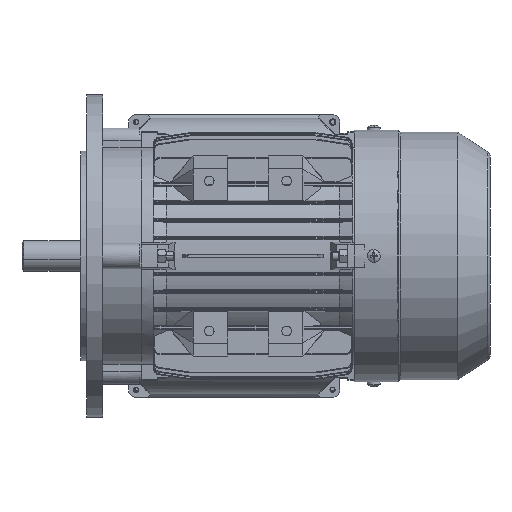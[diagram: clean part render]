
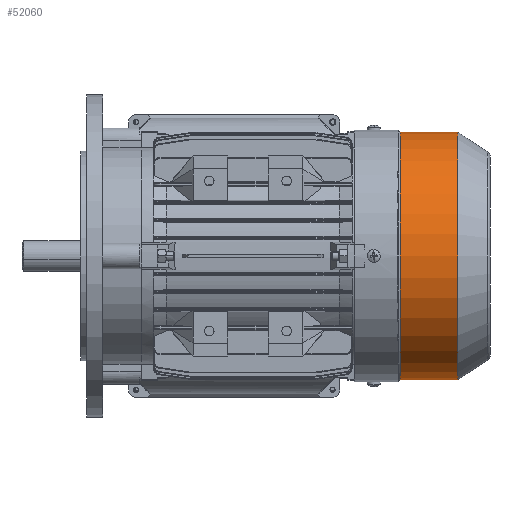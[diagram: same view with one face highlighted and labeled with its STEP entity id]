
A CAD part, front view. The second image highlights one B-rep face of the part: STEP entity #52060.
In plain terms, the highlighted cylindrical face has radius 76.8 mm (diameter 153.6 mm), a partial arc.
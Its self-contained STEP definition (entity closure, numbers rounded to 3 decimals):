
#109 = CIRCLE ( 'NONE', #144, 76.8 ) ;
#141 = DIRECTION ( 'NONE',  ( 0., 0., 1. ) ) ;
#142 = DIRECTION ( 'NONE',  ( -1., 0., 0. ) ) ;
#143 = CARTESIAN_POINT ( 'NONE',  ( 28.25, 0., 0. ) ) ;
#144 = AXIS2_PLACEMENT_3D ( 'NONE', #143, #142, #141 ) ;
#180 = DIRECTION ( 'NONE',  ( 0., 0., 1. ) ) ;
#181 = DIRECTION ( 'NONE',  ( -1., 0., 0. ) ) ;
#182 = CARTESIAN_POINT ( 'NONE',  ( 0., 0., 0. ) ) ;
#183 = AXIS2_PLACEMENT_3D ( 'NONE', #182, #181, #180 ) ;
#185 = CYLINDRICAL_SURFACE ( 'NONE', #183, 76.8 ) ;
#186 = FACE_OUTER_BOUND ( 'NONE', #52062, .T. ) ;
#187 = DIRECTION ( 'NONE',  ( 0., 0., 1. ) ) ;
#188 = DIRECTION ( 'NONE',  ( -1., 0., 0. ) ) ;
#189 = CARTESIAN_POINT ( 'NONE',  ( 64., 0., 0. ) ) ;
#190 = AXIS2_PLACEMENT_3D ( 'NONE', #189, #188, #187 ) ;
#195 = CIRCLE ( 'NONE', #190, 76.8 ) ;
#30895 = VERTEX_POINT ( 'NONE', #70656 ) ;
#30897 = VERTEX_POINT ( 'NONE', #70651 ) ;
#30900 = EDGE_CURVE ( 'NONE', #30897, #30955, #70649, .T. ) ;
#30933 = EDGE_CURVE ( 'NONE', #30895, #30953, #70743, .T. ) ;
#30953 = VERTEX_POINT ( 'NONE', #70774 ) ;
#30955 = VERTEX_POINT ( 'NONE', #70769 ) ;
#52018 = ORIENTED_EDGE ( 'NONE', *, *, #52059, .T. ) ;
#52019 = ORIENTED_EDGE ( 'NONE', *, *, #30933, .T. ) ;
#52020 = ORIENTED_EDGE ( 'NONE', *, *, #52022, .F. ) ;
#52022 = EDGE_CURVE ( 'NONE', #30955, #30953, #109, .T. ) ;
#52059 = EDGE_CURVE ( 'NONE', #30897, #30895, #195, .T. ) ;
#52060 = ADVANCED_FACE ( 'NONE', ( #186 ), #185, .T. ) ;
#52062 = EDGE_LOOP ( 'NONE', ( #52064, #52018, #52019, #52020 ) ) ;
#52064 = ORIENTED_EDGE ( 'NONE', *, *, #30900, .F. ) ;
#70646 = DIRECTION ( 'NONE',  ( -1., 0., 0. ) ) ;
#70647 = VECTOR ( 'NONE', #70646, 1000. ) ;
#70648 = CARTESIAN_POINT ( 'NONE',  ( 0., 0., -76.8 ) ) ;
#70649 = LINE ( 'NONE', #70648, #70647 ) ;
#70651 = CARTESIAN_POINT ( 'NONE',  ( 64., 0., -76.8 ) ) ;
#70656 = CARTESIAN_POINT ( 'NONE',  ( 64., 0., 76.8 ) ) ;
#70740 = DIRECTION ( 'NONE',  ( -1., 0., 0. ) ) ;
#70741 = VECTOR ( 'NONE', #70740, 1000. ) ;
#70742 = CARTESIAN_POINT ( 'NONE',  ( 0., 0., 76.8 ) ) ;
#70743 = LINE ( 'NONE', #70742, #70741 ) ;
#70769 = CARTESIAN_POINT ( 'NONE',  ( 28.25, 0., -76.8 ) ) ;
#70774 = CARTESIAN_POINT ( 'NONE',  ( 28.25, 0., 76.8 ) ) ;
